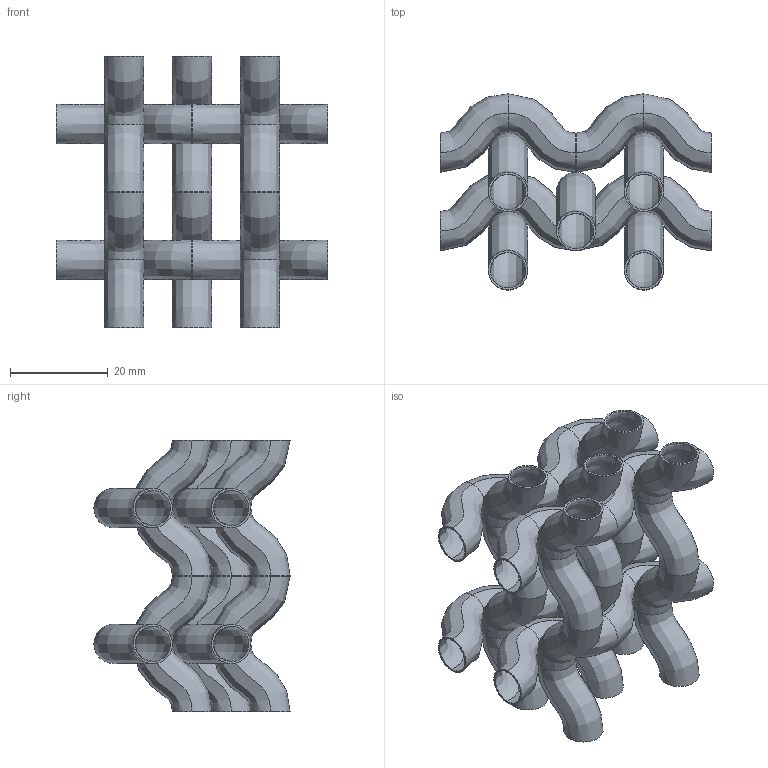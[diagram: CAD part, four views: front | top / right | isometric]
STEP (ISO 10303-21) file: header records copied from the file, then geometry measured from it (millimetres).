
FILE_DESCRIPTION(('FreeCAD Model'),'2;1');
FILE_NAME('Open CASCADE Shape Model','2025-04-25T12:01:44',('FreeCAD'),( 'FreeCAD'),'Open CASCADE STEP processor 7.6','FreeCAD','Unknown');
FILE_SCHEMA(('AUTOMOTIVE_DESIGN { 1 0 10303 214 1 1 1 1 }'));
Products named in the file (1): Open CASCADE STEP translator 7.6 1
Bounding box: 55.67 x 40.17 x 55.67 mm (x, y, z)
Volume: 5859.8 mm3; surface area: 29516.9 mm2
Topology: 18 solids, 18 shells, 180 faces, 360 edges, 216 vertices
Faces by surface type: bspline 180
Entity records: 236824 total; most frequent: CARTESIAN_POINT 234505, ORIENTED_EDGE 720, EDGE_CURVE 360, B_SPLINE_CURVE_WITH_KNOTS 252, FACE_BOUND 216, EDGE_LOOP 216, VERTEX_POINT 216, ADVANCED_FACE 180
